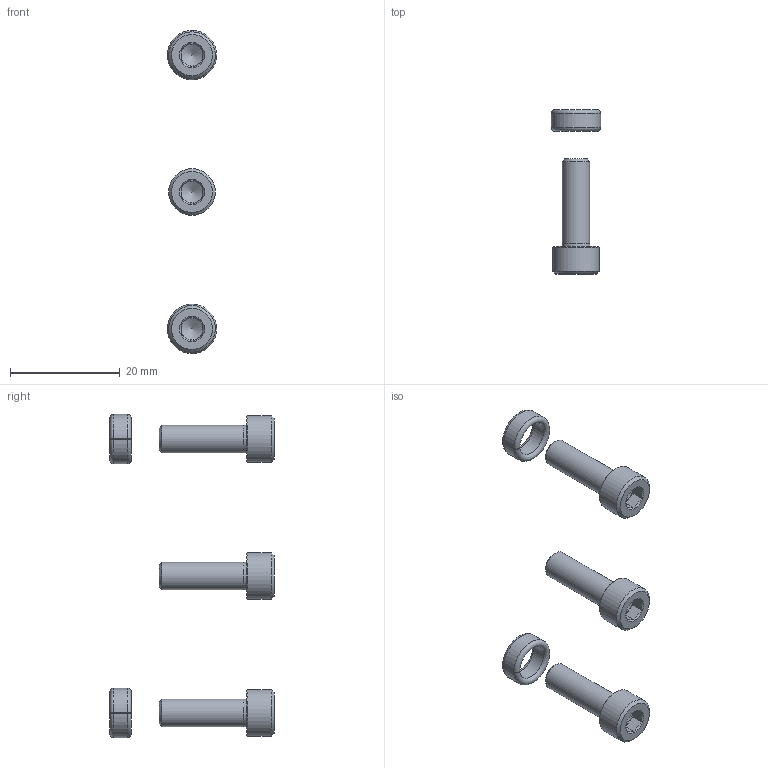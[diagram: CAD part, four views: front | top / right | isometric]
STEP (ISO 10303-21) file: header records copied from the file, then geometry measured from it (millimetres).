
FILE_DESCRIPTION(/* description */ ('STEP AP214'),/* implementation_level */ '2;1');
FILE_NAME(/* name */ '175973_HMBK-DB',/* time_stamp */ '2024-08-29T08:18:44+02:00',/* author */ ('License CC BY-ND 4.0'),/* organization */ ('CADENAS'),/* preprocessor_version */ 'ST-DEVELOPER v19.3',/* originating_system */ 'PARTsolutions',/* authorisation */ ' ');
FILE_SCHEMA (('AUTOMOTIVE_DESIGN {1 0 10303 214 3 1 1}'));
Length unit declared in the file: millimetre
Products named in the file (3): 175973 HMBK-DB; DIN-912 - M5x16(F); 8137184 ZBH-9-B
Assembly tree (5 placements, depth 2):
  175973 HMBK-DB
    DIN-912 - M5x16(F)  x3
    8137184 ZBH-9-B  x2
Bounding box: 9 x 30 x 59 mm (x, y, z)
Volume: 1886.4 mm3; surface area: 2019.9 mm2
Topology: 5 solids, 5 shells, 96 faces, 183 edges, 100 vertices
Faces by surface type: plane 49, cone 33, cylinder 10, torus 4
Full cylindrical faces by diameter (mm): 5 x3, 8.5 x3
Entity records: 916 total; most frequent: CARTESIAN_POINT 179, DIRECTION 150, ORIENTED_EDGE 112, AXIS2_PLACEMENT_3D 64, EDGE_CURVE 56, FACE_BOUND 43, EDGE_LOOP 42, VERTEX_POINT 35
